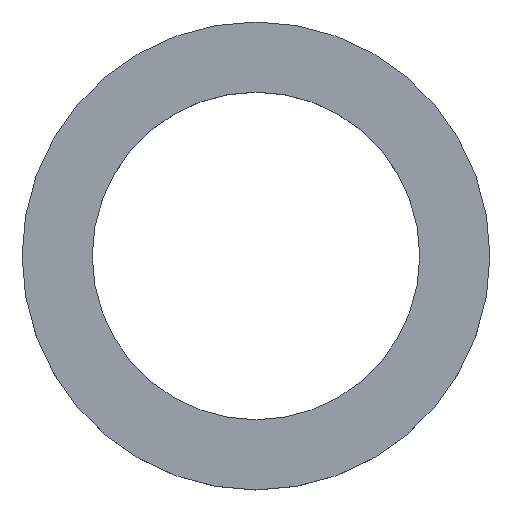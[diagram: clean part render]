
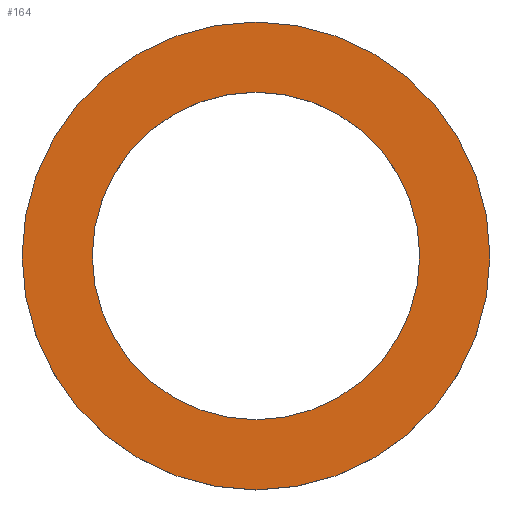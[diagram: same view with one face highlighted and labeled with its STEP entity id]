
A CAD part, top view. The second image highlights one B-rep face of the part: STEP entity #164.
In plain terms, the highlighted planar face has unit normal (0, 0, 1).
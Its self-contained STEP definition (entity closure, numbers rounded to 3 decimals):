
#3 = VERTEX_POINT ( 'NONE', #193 ) ;
#4 = AXIS2_PLACEMENT_3D ( 'NONE', #98, #35, #210 ) ;
#11 = PLANE ( 'NONE',  #4 ) ;
#14 = ORIENTED_EDGE ( 'NONE', *, *, #25, .T. ) ;
#17 = FACE_OUTER_BOUND ( 'NONE', #28, .T. ) ;
#25 = EDGE_CURVE ( 'NONE', #181, #106, #151, .T. ) ;
#28 = EDGE_LOOP ( 'NONE', ( #14, #136 ) ) ;
#30 = DIRECTION ( 'NONE',  ( 0., 0., 1. ) ) ;
#35 = DIRECTION ( 'NONE',  ( 0., 0., 1. ) ) ;
#40 = AXIS2_PLACEMENT_3D ( 'NONE', #131, #30, #132 ) ;
#44 = DIRECTION ( 'NONE',  ( 1., 0., 0. ) ) ;
#47 = DIRECTION ( 'NONE',  ( 1., 0., 0. ) ) ;
#49 = CARTESIAN_POINT ( 'NONE',  ( 5.25, 0., 1.8 ) ) ;
#54 = CIRCLE ( 'NONE', #121, 5.25 ) ;
#59 = CIRCLE ( 'NONE', #40, 5.25 ) ;
#63 = CARTESIAN_POINT ( 'NONE',  ( 0., 0., 1.8 ) ) ;
#68 = FACE_BOUND ( 'NONE', #175, .T. ) ;
#94 = DIRECTION ( 'NONE',  ( 1., 0., 0. ) ) ;
#98 = CARTESIAN_POINT ( 'NONE',  ( 0., 0., 1.8 ) ) ;
#100 = ORIENTED_EDGE ( 'NONE', *, *, #183, .F. ) ;
#106 = VERTEX_POINT ( 'NONE', #116 ) ;
#110 = ORIENTED_EDGE ( 'NONE', *, *, #186, .F. ) ;
#114 = EDGE_CURVE ( 'NONE', #106, #181, #187, .T. ) ;
#116 = CARTESIAN_POINT ( 'NONE',  ( 7.5, 0., 1.8 ) ) ;
#121 = AXIS2_PLACEMENT_3D ( 'NONE', #146, #191, #47 ) ;
#131 = CARTESIAN_POINT ( 'NONE',  ( 0., 0., 1.8 ) ) ;
#132 = DIRECTION ( 'NONE',  ( 1., 0., 0. ) ) ;
#136 = ORIENTED_EDGE ( 'NONE', *, *, #114, .T. ) ;
#146 = CARTESIAN_POINT ( 'NONE',  ( 0., 0., 1.8 ) ) ;
#147 = AXIS2_PLACEMENT_3D ( 'NONE', #63, #160, #44 ) ;
#151 = CIRCLE ( 'NONE', #178, 7.5 ) ;
#160 = DIRECTION ( 'NONE',  ( 0., 0., 1. ) ) ;
#161 = CARTESIAN_POINT ( 'NONE',  ( -7.5, 0., 1.8 ) ) ;
#164 = ADVANCED_FACE ( 'NONE', ( #17, #68 ), #11, .T. ) ;
#170 = VERTEX_POINT ( 'NONE', #49 ) ;
#171 = CARTESIAN_POINT ( 'NONE',  ( 0., 0., 1.8 ) ) ;
#175 = EDGE_LOOP ( 'NONE', ( #100, #110 ) ) ;
#178 = AXIS2_PLACEMENT_3D ( 'NONE', #171, #188, #94 ) ;
#181 = VERTEX_POINT ( 'NONE', #161 ) ;
#183 = EDGE_CURVE ( 'NONE', #3, #170, #54, .T. ) ;
#186 = EDGE_CURVE ( 'NONE', #170, #3, #59, .T. ) ;
#187 = CIRCLE ( 'NONE', #147, 7.5 ) ;
#188 = DIRECTION ( 'NONE',  ( 0., 0., 1. ) ) ;
#191 = DIRECTION ( 'NONE',  ( 0., 0., 1. ) ) ;
#193 = CARTESIAN_POINT ( 'NONE',  ( -5.25, 0., 1.8 ) ) ;
#210 = DIRECTION ( 'NONE',  ( 1., 0., 0. ) ) ;
